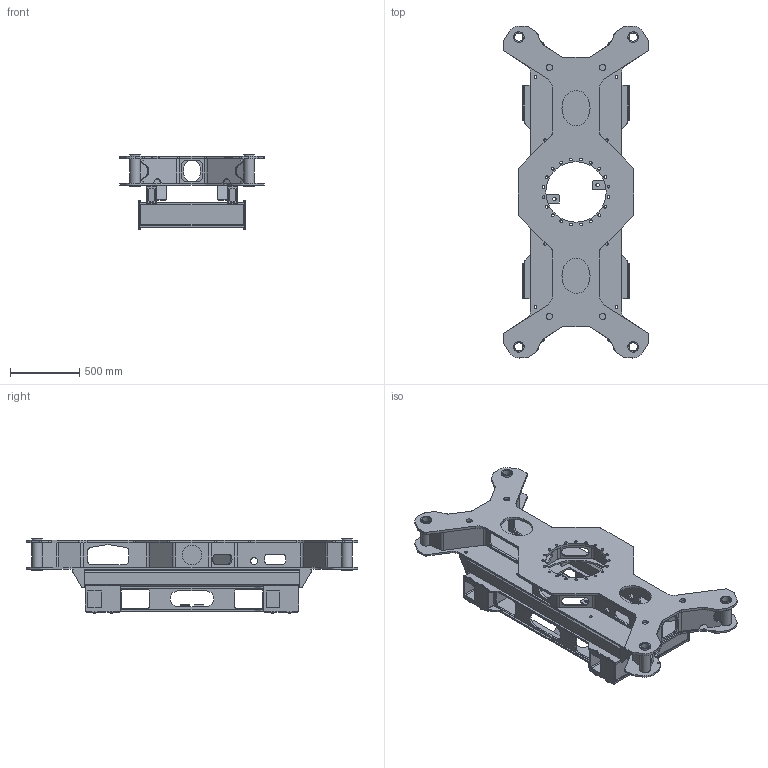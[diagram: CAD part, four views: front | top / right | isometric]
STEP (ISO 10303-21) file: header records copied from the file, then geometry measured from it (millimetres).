
FILE_DESCRIPTION( ( '' ), ' ' );
FILE_NAME( '5dfa4ba84e01b0126b94250a.step', '2019-12-18T15:54:17', ( '' ), ( '' ), ' ', ' ', ' ' );
FILE_SCHEMA( ( 'AUTOMOTIVE_DESIGN { 1 0 10303 214 1 1 1 1 }' ) );
Length unit declared in the file: metre
Products named in the file (1): Part141
Bounding box: 1048.57 x 2401.05 x 545.47 mm (x, y, z)
Volume: 102448851.5 mm3; surface area: 14229944.4 mm2
Topology: 1 solids, 7 shells, 1335 faces, 3699 edges, 2366 vertices
Faces by surface type: plane 660, cylinder 529, cone 144, extrusion 2
Full cylindrical faces by diameter (mm): 8.89 x16, 12.7 x8, 19.05 x28, 25.4 x4, 44.45 x4, 50.8 x2, 60 x4, 77.78 x8, 139.7 x1, 436.5 x1, 566.476 x1
Entity records: 52782 total; most frequent: DIRECTION 7404, CARTESIAN_POINT 7238, ORIENTED_EDGE 7136, EDGE_CURVE 3568, AXIS2_PLACEMENT_3D 2502, VECTOR 2400, LINE 2398, VERTEX_POINT 2314
